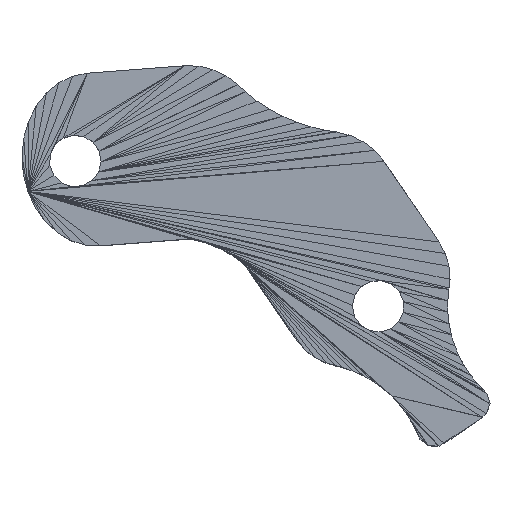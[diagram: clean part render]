
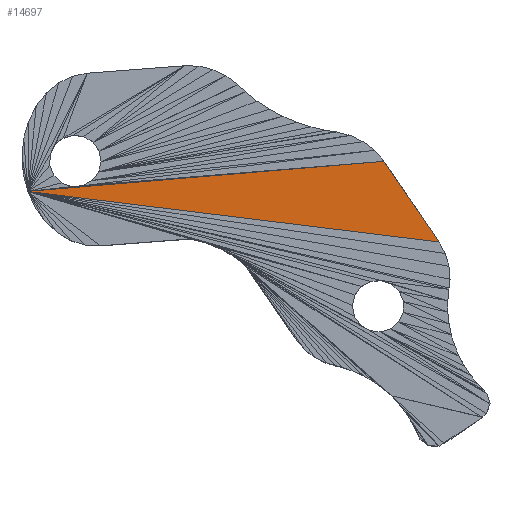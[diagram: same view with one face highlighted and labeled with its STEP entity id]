
A CAD part, top view. The second image highlights one B-rep face of the part: STEP entity #14697.
In plain terms, the highlighted planar face has unit normal (0, 0, 1).
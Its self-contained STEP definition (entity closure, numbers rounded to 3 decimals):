
#214=CARTESIAN_POINT('',(22.274,16.472,13.5));
#215=VERTEX_POINT('',#214);
#328=CARTESIAN_POINT('',(31.873,2.441,13.5));
#329=VERTEX_POINT('',#328);
#656=CARTESIAN_POINT('',(-39.738,11.24,13.5));
#657=VERTEX_POINT('',#656);
#8869=CARTESIAN_POINT('',(22.274,16.472,13.5));
#13214=DIRECTION('',(0.0,0.0,1.0));
#14670=DIRECTION('',(-0.996,-0.084,0.0));
#14671=DIRECTION('',(0.993,-0.122,0.0));
#14672=DIRECTION('',(-0.565,0.825,0.0));
#14673=VECTOR('',#14670,1.);
#14674=VECTOR('',#14671,1.);
#14675=VECTOR('',#14672,1.);
#14679=LINE('',#214,#14673);
#14680=LINE('',#656,#14674);
#14681=LINE('',#328,#14675);
#14685=EDGE_CURVE('',#215,#657,#14679,.T.);
#14686=EDGE_CURVE('',#657,#329,#14680,.T.);
#14687=EDGE_CURVE('',#329,#215,#14681,.T.);
#14688=ORIENTED_EDGE('',*,*,#14685,.T.);
#14689=ORIENTED_EDGE('',*,*,#14686,.T.);
#14690=ORIENTED_EDGE('',*,*,#14687,.T.);
#14691=EDGE_LOOP('',(#14688,#14689,#14690));
#14692=FACE_BOUND('',#14691,.T.);
#14695=AXIS2_PLACEMENT_3D('',#8869,#13214,$);
#14696=PLANE('',#14695);
#14697=ADVANCED_FACE('',(#14692),#14696,.T.);
